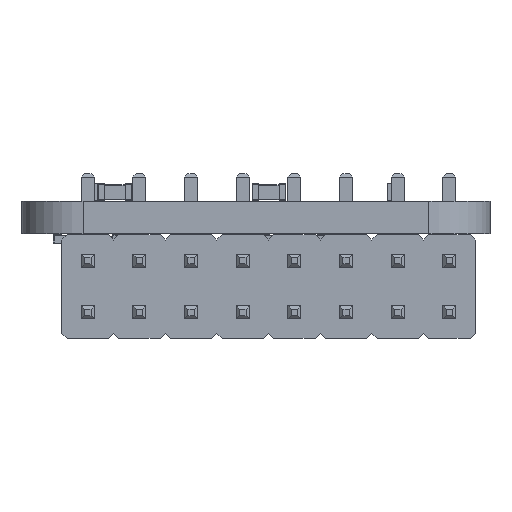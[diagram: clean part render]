
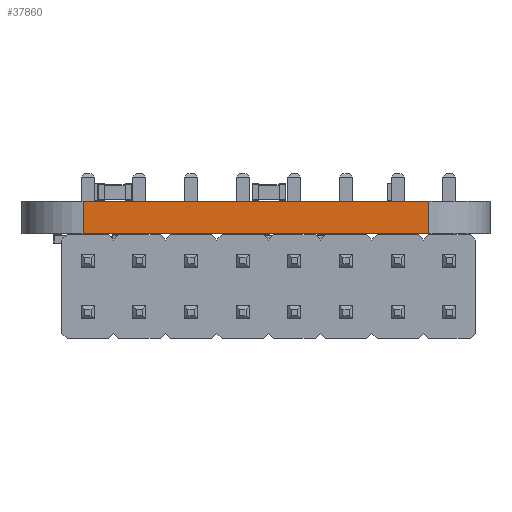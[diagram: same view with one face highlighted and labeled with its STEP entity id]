
A CAD part, left-side view. The second image highlights one B-rep face of the part: STEP entity #37860.
In plain terms, the highlighted planar face has unit normal (-1, 0, 0).
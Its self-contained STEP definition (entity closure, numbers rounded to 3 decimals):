
#37677 = CYLINDRICAL_SURFACE('',#37678,3.);
#37678 = AXIS2_PLACEMENT_3D('',#37679,#37680,#37681);
#37679 = CARTESIAN_POINT('',(-19.271,8.503,0.));
#37680 = DIRECTION('',(-0.,-0.,-1.));
#37681 = DIRECTION('',(1.,0.,-0.));
#37702 = VERTEX_POINT('',#37703);
#37703 = CARTESIAN_POINT('',(-22.271,8.503,1.6));
#37718 = PLANE('',#37719);
#37719 = AXIS2_PLACEMENT_3D('',#37720,#37721,#37722);
#37720 = CARTESIAN_POINT('',(0.,0.,1.6
    ));
#37721 = DIRECTION('',(0.,0.,1.));
#37722 = DIRECTION('',(1.,0.,-0.));
#37730 = EDGE_CURVE('',#37731,#37702,#37733,.T.);
#37731 = VERTEX_POINT('',#37732);
#37732 = CARTESIAN_POINT('',(-22.271,8.503,0.));
#37733 = SURFACE_CURVE('',#37734,(#37738,#37745),.PCURVE_S1.);
#37734 = LINE('',#37735,#37736);
#37735 = CARTESIAN_POINT('',(-22.271,8.503,0.));
#37736 = VECTOR('',#37737,1.);
#37737 = DIRECTION('',(0.,0.,1.));
#37738 = PCURVE('',#37677,#37739);
#37739 = DEFINITIONAL_REPRESENTATION('',(#37740),#37744);
#37740 = LINE('',#37741,#37742);
#37741 = CARTESIAN_POINT('',(-3.142,0.));
#37742 = VECTOR('',#37743,1.);
#37743 = DIRECTION('',(-0.,-1.));
#37744 = ( GEOMETRIC_REPRESENTATION_CONTEXT(2) 
PARAMETRIC_REPRESENTATION_CONTEXT() REPRESENTATION_CONTEXT('2D SPACE',''
  ) );
#37745 = PCURVE('',#37746,#37751);
#37746 = PLANE('',#37747);
#37747 = AXIS2_PLACEMENT_3D('',#37748,#37749,#37750);
#37748 = CARTESIAN_POINT('',(-22.271,-8.497,0.));
#37749 = DIRECTION('',(-1.,0.,0.));
#37750 = DIRECTION('',(0.,1.,0.));
#37751 = DEFINITIONAL_REPRESENTATION('',(#37752),#37756);
#37752 = LINE('',#37753,#37754);
#37753 = CARTESIAN_POINT('',(17.,0.));
#37754 = VECTOR('',#37755,1.);
#37755 = DIRECTION('',(0.,-1.));
#37756 = ( GEOMETRIC_REPRESENTATION_CONTEXT(2) 
PARAMETRIC_REPRESENTATION_CONTEXT() REPRESENTATION_CONTEXT('2D SPACE',''
  ) );
#37773 = PLANE('',#37774);
#37774 = AXIS2_PLACEMENT_3D('',#37775,#37776,#37777);
#37775 = CARTESIAN_POINT('',(0.,0.,0.)
  );
#37776 = DIRECTION('',(0.,0.,1.));
#37777 = DIRECTION('',(1.,0.,-0.));
#37860 = ADVANCED_FACE('',(#37861),#37746,.T.);
#37861 = FACE_BOUND('',#37862,.T.);
#37862 = EDGE_LOOP('',(#37863,#37893,#37914,#37915));
#37863 = ORIENTED_EDGE('',*,*,#37864,.T.);
#37864 = EDGE_CURVE('',#37865,#37867,#37869,.T.);
#37865 = VERTEX_POINT('',#37866);
#37866 = CARTESIAN_POINT('',(-22.271,-8.497,0.));
#37867 = VERTEX_POINT('',#37868);
#37868 = CARTESIAN_POINT('',(-22.271,-8.497,1.6));
#37869 = SURFACE_CURVE('',#37870,(#37874,#37881),.PCURVE_S1.);
#37870 = LINE('',#37871,#37872);
#37871 = CARTESIAN_POINT('',(-22.271,-8.497,0.));
#37872 = VECTOR('',#37873,1.);
#37873 = DIRECTION('',(0.,0.,1.));
#37874 = PCURVE('',#37746,#37875);
#37875 = DEFINITIONAL_REPRESENTATION('',(#37876),#37880);
#37876 = LINE('',#37877,#37878);
#37877 = CARTESIAN_POINT('',(0.,0.));
#37878 = VECTOR('',#37879,1.);
#37879 = DIRECTION('',(0.,-1.));
#37880 = ( GEOMETRIC_REPRESENTATION_CONTEXT(2) 
PARAMETRIC_REPRESENTATION_CONTEXT() REPRESENTATION_CONTEXT('2D SPACE',''
  ) );
#37881 = PCURVE('',#37882,#37887);
#37882 = CYLINDRICAL_SURFACE('',#37883,3.);
#37883 = AXIS2_PLACEMENT_3D('',#37884,#37885,#37886);
#37884 = CARTESIAN_POINT('',(-19.271,-8.497,0.));
#37885 = DIRECTION('',(-0.,-0.,-1.));
#37886 = DIRECTION('',(1.,0.,-0.));
#37887 = DEFINITIONAL_REPRESENTATION('',(#37888),#37892);
#37888 = LINE('',#37889,#37890);
#37889 = CARTESIAN_POINT('',(-3.142,0.));
#37890 = VECTOR('',#37891,1.);
#37891 = DIRECTION('',(-0.,-1.));
#37892 = ( GEOMETRIC_REPRESENTATION_CONTEXT(2) 
PARAMETRIC_REPRESENTATION_CONTEXT() REPRESENTATION_CONTEXT('2D SPACE',''
  ) );
#37893 = ORIENTED_EDGE('',*,*,#37894,.T.);
#37894 = EDGE_CURVE('',#37867,#37702,#37895,.T.);
#37895 = SURFACE_CURVE('',#37896,(#37900,#37907),.PCURVE_S1.);
#37896 = LINE('',#37897,#37898);
#37897 = CARTESIAN_POINT('',(-22.271,-8.497,1.6));
#37898 = VECTOR('',#37899,1.);
#37899 = DIRECTION('',(0.,1.,0.));
#37900 = PCURVE('',#37746,#37901);
#37901 = DEFINITIONAL_REPRESENTATION('',(#37902),#37906);
#37902 = LINE('',#37903,#37904);
#37903 = CARTESIAN_POINT('',(0.,-1.6));
#37904 = VECTOR('',#37905,1.);
#37905 = DIRECTION('',(1.,0.));
#37906 = ( GEOMETRIC_REPRESENTATION_CONTEXT(2) 
PARAMETRIC_REPRESENTATION_CONTEXT() REPRESENTATION_CONTEXT('2D SPACE',''
  ) );
#37907 = PCURVE('',#37718,#37908);
#37908 = DEFINITIONAL_REPRESENTATION('',(#37909),#37913);
#37909 = LINE('',#37910,#37911);
#37910 = CARTESIAN_POINT('',(-22.271,-8.497));
#37911 = VECTOR('',#37912,1.);
#37912 = DIRECTION('',(0.,1.));
#37913 = ( GEOMETRIC_REPRESENTATION_CONTEXT(2) 
PARAMETRIC_REPRESENTATION_CONTEXT() REPRESENTATION_CONTEXT('2D SPACE',''
  ) );
#37914 = ORIENTED_EDGE('',*,*,#37730,.F.);
#37915 = ORIENTED_EDGE('',*,*,#37916,.F.);
#37916 = EDGE_CURVE('',#37865,#37731,#37917,.T.);
#37917 = SURFACE_CURVE('',#37918,(#37922,#37929),.PCURVE_S1.);
#37918 = LINE('',#37919,#37920);
#37919 = CARTESIAN_POINT('',(-22.271,-8.497,0.));
#37920 = VECTOR('',#37921,1.);
#37921 = DIRECTION('',(0.,1.,0.));
#37922 = PCURVE('',#37746,#37923);
#37923 = DEFINITIONAL_REPRESENTATION('',(#37924),#37928);
#37924 = LINE('',#37925,#37926);
#37925 = CARTESIAN_POINT('',(0.,0.));
#37926 = VECTOR('',#37927,1.);
#37927 = DIRECTION('',(1.,0.));
#37928 = ( GEOMETRIC_REPRESENTATION_CONTEXT(2) 
PARAMETRIC_REPRESENTATION_CONTEXT() REPRESENTATION_CONTEXT('2D SPACE',''
  ) );
#37929 = PCURVE('',#37773,#37930);
#37930 = DEFINITIONAL_REPRESENTATION('',(#37931),#37935);
#37931 = LINE('',#37932,#37933);
#37932 = CARTESIAN_POINT('',(-22.271,-8.497));
#37933 = VECTOR('',#37934,1.);
#37934 = DIRECTION('',(0.,1.));
#37935 = ( GEOMETRIC_REPRESENTATION_CONTEXT(2) 
PARAMETRIC_REPRESENTATION_CONTEXT() REPRESENTATION_CONTEXT('2D SPACE',''
  ) );
